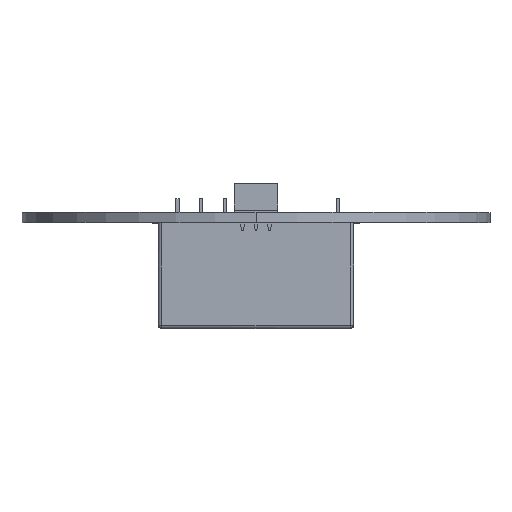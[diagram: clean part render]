
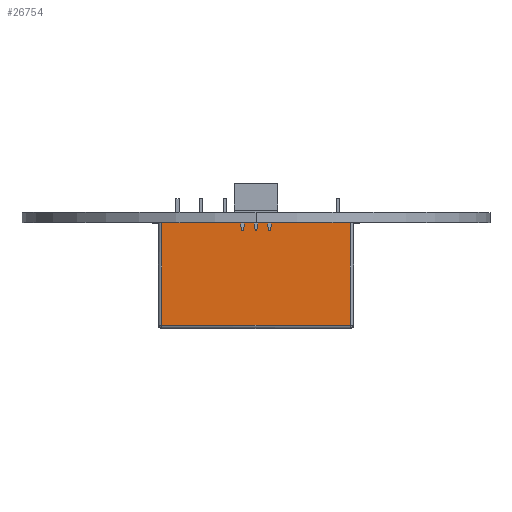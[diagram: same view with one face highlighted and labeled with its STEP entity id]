
A CAD part, top view. The second image highlights one B-rep face of the part: STEP entity #26754.
In plain terms, the highlighted face is planar.
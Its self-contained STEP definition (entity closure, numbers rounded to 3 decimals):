
#8 = VECTOR ( 'NONE', #7016, 1000. ) ;
#418 = VECTOR ( 'NONE', #14424, 1000. ) ;
#898 = CARTESIAN_POINT ( 'NONE',  ( -14.5, 0., -6.35 ) ) ;
#920 = CARTESIAN_POINT ( 'NONE',  ( 0., 0., -6.35 ) ) ;
#1171 = DIRECTION ( 'NONE',  ( 0., -1., 0. ) ) ;
#1687 = VERTEX_POINT ( 'NONE', #7641 ) ;
#1755 = LINE ( 'NONE', #16213, #418 ) ;
#2269 = VERTEX_POINT ( 'NONE', #2879 ) ;
#2879 = CARTESIAN_POINT ( 'NONE',  ( -14., 0., -6.35 ) ) ;
#3038 = VECTOR ( 'NONE', #20111, 1000. ) ;
#4719 = LINE ( 'NONE', #920, #12089 ) ;
#6472 = ORIENTED_EDGE ( 'NONE', *, *, #19117, .F. ) ;
#7016 = DIRECTION ( 'NONE',  ( 1., 0., 0. ) ) ;
#7641 = CARTESIAN_POINT ( 'NONE',  ( -14., 15.2, -6.35 ) ) ;
#9061 = CARTESIAN_POINT ( 'NONE',  ( -14.5, 15.2, -6.35 ) ) ;
#9264 = CARTESIAN_POINT ( 'NONE',  ( -14., 0., -6.35 ) ) ;
#9727 = ORIENTED_EDGE ( 'NONE', *, *, #9732, .T. ) ;
#9732 = EDGE_CURVE ( 'NONE', #2269, #1687, #20235, .T. ) ;
#10718 = CARTESIAN_POINT ( 'NONE',  ( 14., 15.2, -6.35 ) ) ;
#11237 = DIRECTION ( 'NONE',  ( 0., 0., -1. ) ) ;
#12089 = VECTOR ( 'NONE', #15094, 1000. ) ;
#12644 = AXIS2_PLACEMENT_3D ( 'NONE', #898, #11237, #1171 ) ;
#13151 = LINE ( 'NONE', #9061, #8 ) ;
#14424 = DIRECTION ( 'NONE',  ( 0., -1., 0. ) ) ;
#14991 = VERTEX_POINT ( 'NONE', #10718 ) ;
#15094 = DIRECTION ( 'NONE',  ( 1., 0., 0. ) ) ;
#15182 = VERTEX_POINT ( 'NONE', #24390 ) ;
#15625 = PLANE ( 'NONE',  #12644 ) ;
#15894 = FACE_OUTER_BOUND ( 'NONE', #20058, .T. ) ;
#16213 = CARTESIAN_POINT ( 'NONE',  ( 14., 0., -6.35 ) ) ;
#19117 = EDGE_CURVE ( 'NONE', #2269, #15182, #4719, .T. ) ;
#19561 = ORIENTED_EDGE ( 'NONE', *, *, #20564, .T. ) ;
#20058 = EDGE_LOOP ( 'NONE', ( #25478, #19561, #6472, #9727 ) ) ;
#20111 = DIRECTION ( 'NONE',  ( 0., 1., 0. ) ) ;
#20235 = LINE ( 'NONE', #9264, #3038 ) ;
#20564 = EDGE_CURVE ( 'NONE', #14991, #15182, #1755, .T. ) ;
#24390 = CARTESIAN_POINT ( 'NONE',  ( 14., 0., -6.35 ) ) ;
#25478 = ORIENTED_EDGE ( 'NONE', *, *, #25639, .T. ) ;
#25639 = EDGE_CURVE ( 'NONE', #1687, #14991, #13151, .T. ) ;
#26754 = ADVANCED_FACE ( 'NONE', ( #15894 ), #15625, .T. ) ;
